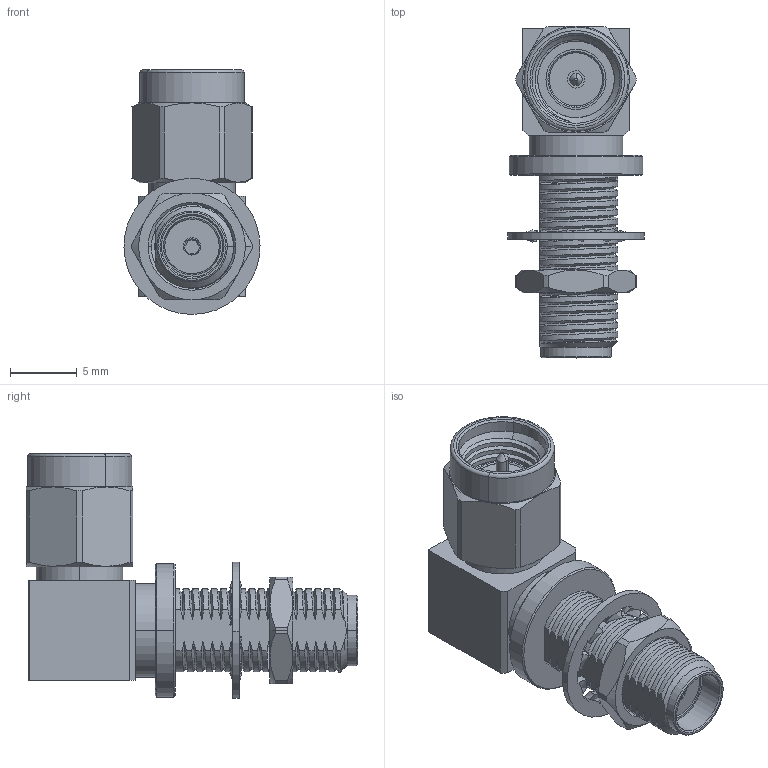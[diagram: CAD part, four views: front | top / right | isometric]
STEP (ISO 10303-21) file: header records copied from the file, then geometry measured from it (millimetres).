
FILE_DESCRIPTION (( 'STEP AP214' ), '1' );
FILE_NAME ('30-548-D3.STEP', '2024-08-12T09:22:53', ( '' ), ( '' ), 'SwSTEP 2.0', 'SolidWorks 2024', '' );
FILE_SCHEMA (( 'AUTOMOTIVE_DESIGN' ));
Length unit declared in the file: millimetre
Products named in the file (1): 30-548-D3
Bounding box: 10.2 x 24.86 x 18.35 mm (x, y, z)
Surface area: 1570 mm2 (no closed solid volume)
Topology: 0 solids, 11 shells, 281 faces, 778 edges, 506 vertices
Faces by surface type: cylinder 89, bspline 75, plane 64, cone 51, torus 2
Entity records: 25402 total; most frequent: CARTESIAN_POINT 19096, ORIENTED_EDGE 1465, DIRECTION 1058, EDGE_CURVE 778, VERTEX_POINT 506, AXIS2_PLACEMENT_3D 379, VECTOR 300, LINE 300
